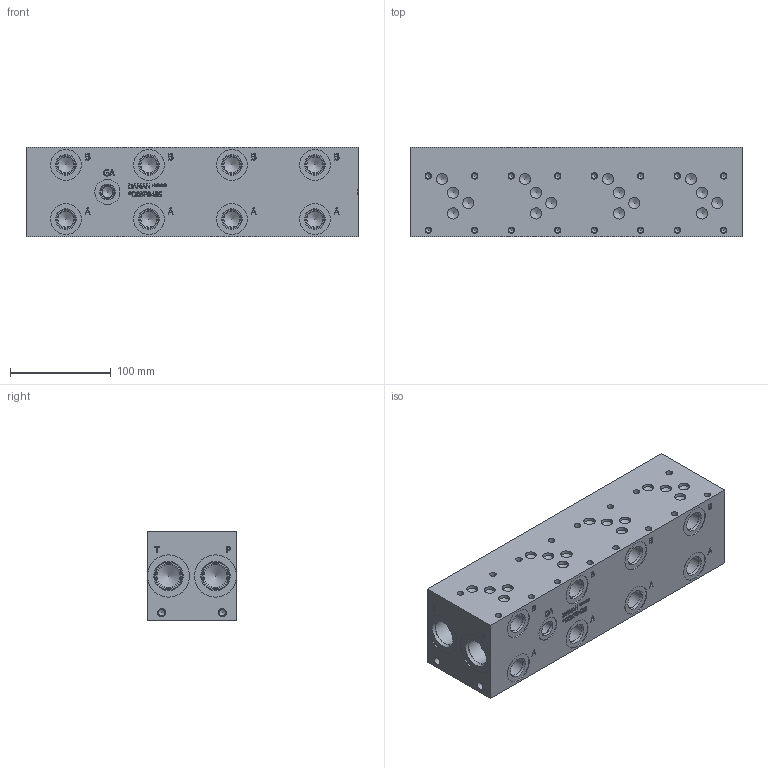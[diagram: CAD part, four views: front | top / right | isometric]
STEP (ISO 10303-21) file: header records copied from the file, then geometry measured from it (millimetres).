
FILE_DESCRIPTION(/* description */ (''),/* implementation_level */ '2;1');
FILE_NAME(/* name */ '_D05P043S.stp',/* time_stamp */ '2020-03-10T12:15:49-04:00',/* author */ ('devonn'),/* organization */ (''),/* preprocessor_version */ 'ST-DEVELOPER v17',/* originating_system */ 'Autodesk Inventor 2019',/* authorisation */ '');
FILE_SCHEMA (('AUTOMOTIVE_DESIGN { 1 0 10303 214 3 1 1 }'));
Length unit declared in the file: millimetre
Products named in the file (1): Part_AD05P043S_3D
Bounding box: 330.2 x 88.9 x 88.9 mm (x, y, z)
Volume: 2458769.5 mm3; surface area: 166490.8 mm2
Topology: 1 solids, 1 shells, 820 faces, 2237 edges, 1520 vertices
Faces by surface type: plane 429, bspline 182, cylinder 121, cone 88
Full cylindrical faces by diameter (mm): 5.105 x16, 6.35 x16, 6.528 x4, 7.925 x4, 10.719 x1, 11.125 x16, 12.9 x1, 14.275 x1, 14.529 x1, 15.875 x8, 17.501 x8, 19.05 x8, 19.253 x8, 23.012 x4, 24.917 x4, 25.019 x1, 26.99 x2, 27 x2, 27.432 x4, 30.632 x8, 42.037 x4
Entity records: 27347 total; most frequent: CARTESIAN_POINT 6895, ORIENTED_EDGE 4376, DIRECTION 3557, EDGE_CURVE 2188, VERTEX_POINT 1520, LINE 1369, VECTOR 1369, AXIS2_PLACEMENT_3D 1094
